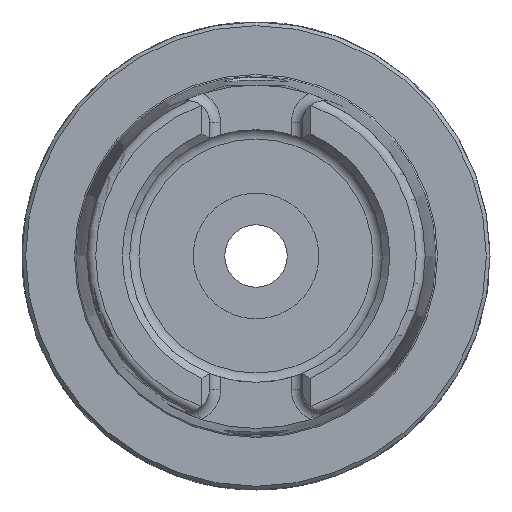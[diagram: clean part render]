
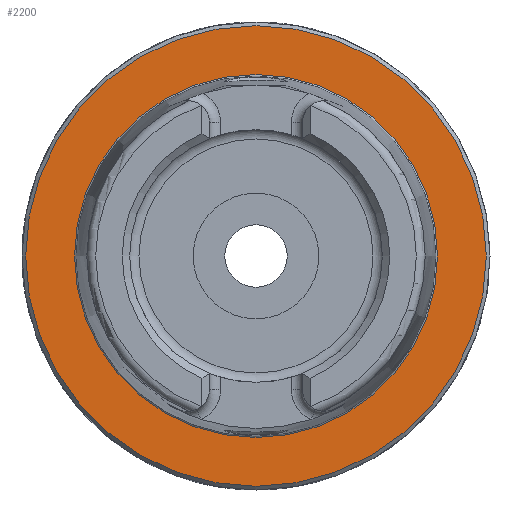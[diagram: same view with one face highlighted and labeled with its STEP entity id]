
A CAD part, left-side view. The second image highlights one B-rep face of the part: STEP entity #2200.
In plain terms, the highlighted planar face has unit normal (-1, 0, 0).
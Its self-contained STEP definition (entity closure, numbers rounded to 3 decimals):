
#113=FACE_BOUND('',#491,.T.);
#156=PLANE('',#2486);
#350=FACE_OUTER_BOUND('',#490,.T.);
#490=EDGE_LOOP('',(#2056));
#491=EDGE_LOOP('',(#2057));
#847=CIRCLE('',#2485,24.433);
#848=CIRCLE('',#2487,31.);
#1064=VERTEX_POINT('',#4815);
#1065=VERTEX_POINT('',#4819);
#1395=EDGE_CURVE('',#1064,#1064,#847,.T.);
#1396=EDGE_CURVE('',#1065,#1065,#848,.T.);
#2056=ORIENTED_EDGE('',*,*,#1396,.F.);
#2057=ORIENTED_EDGE('',*,*,#1395,.T.);
#2200=ADVANCED_FACE('',(#350,#113),#156,.T.);
#2485=AXIS2_PLACEMENT_3D('',#4817,#3120,#3121);
#2486=AXIS2_PLACEMENT_3D('',#4818,#3122,#3123);
#2487=AXIS2_PLACEMENT_3D('',#4820,#3124,#3125);
#3120=DIRECTION('center_axis',(1.,0.,0.));
#3121=DIRECTION('ref_axis',(0.,0.,-1.));
#3122=DIRECTION('center_axis',(-1.,0.,0.));
#3123=DIRECTION('ref_axis',(0.,0.,1.));
#3124=DIRECTION('center_axis',(1.,0.,0.));
#3125=DIRECTION('ref_axis',(0.,0.,-1.));
#4815=CARTESIAN_POINT('',(0.,0.,24.433));
#4817=CARTESIAN_POINT('Origin',(0.,0.,0.));
#4818=CARTESIAN_POINT('Origin',(0.,31.,0.));
#4819=CARTESIAN_POINT('',(0.,-31.,0.));
#4820=CARTESIAN_POINT('Origin',(0.,0.,0.));
